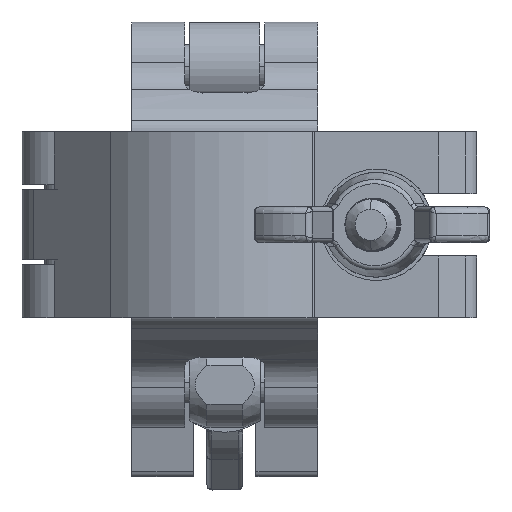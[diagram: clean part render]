
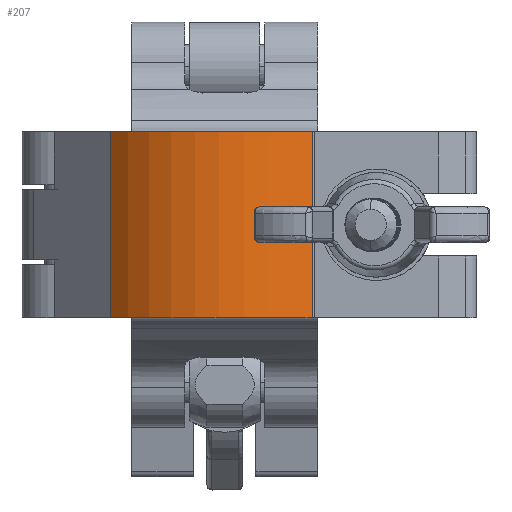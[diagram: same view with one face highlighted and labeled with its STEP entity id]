
A CAD part, front view. The second image highlights one B-rep face of the part: STEP entity #207.
In plain terms, the highlighted cylindrical face has radius 17.3 mm (diameter 34.6 mm), a partial arc.
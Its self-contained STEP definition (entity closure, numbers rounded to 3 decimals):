
#207 = ADVANCED_FACE ( 'NONE', ( #4444 ), #10079, .T. ) ;
#359 = VERTEX_POINT ( 'NONE', #19476 ) ;
#471 = AXIS2_PLACEMENT_3D ( 'NONE', #20078, #9898, #9832 ) ;
#959 = AXIS2_PLACEMENT_3D ( 'NONE', #15856, #19161, #10889 ) ;
#1518 = DIRECTION ( 'NONE',  ( -1., 0., 0. ) ) ;
#2476 = CIRCLE ( 'NONE', #959, 17.3 ) ;
#2991 = EDGE_LOOP ( 'NONE', ( #20499, #16014, #16186, #5348 ) ) ;
#4321 = DIRECTION ( 'NONE',  ( -1., 0., 0. ) ) ;
#4444 = FACE_OUTER_BOUND ( 'NONE', #2991, .T. ) ;
#4972 = CARTESIAN_POINT ( 'NONE',  ( 10.45, 12.662, -5.497 ) ) ;
#5027 = EDGE_CURVE ( 'NONE', #8977, #359, #2476, .T. ) ;
#5199 = CIRCLE ( 'NONE', #471, 17.3 ) ;
#5334 = CARTESIAN_POINT ( 'NONE',  ( -10.45, 14.295, -28.224 ) ) ;
#5348 = ORIENTED_EDGE ( 'NONE', *, *, #14835, .T. ) ;
#8977 = VERTEX_POINT ( 'NONE', #5334 ) ;
#9043 = VERTEX_POINT ( 'NONE', #13991 ) ;
#9832 = DIRECTION ( 'NONE',  ( 0., 0., -1. ) ) ;
#9898 = DIRECTION ( 'NONE',  ( 1., 0., 0. ) ) ;
#10079 = CYLINDRICAL_SURFACE ( 'NONE', #16739, 17.3 ) ;
#10226 = DIRECTION ( 'NONE',  ( 0., 0., 1. ) ) ;
#10889 = DIRECTION ( 'NONE',  ( 0., 0., -1. ) ) ;
#11443 = EDGE_CURVE ( 'NONE', #16082, #359, #17813, .T. ) ;
#12226 = EDGE_CURVE ( 'NONE', #9043, #16082, #5199, .T. ) ;
#12357 = LINE ( 'NONE', #18210, #21181 ) ;
#13266 = VECTOR ( 'NONE', #19775, 1000. ) ;
#13503 = CARTESIAN_POINT ( 'NONE',  ( 10.45, 0.493, -17.793 ) ) ;
#13991 = CARTESIAN_POINT ( 'NONE',  ( 10.45, 14.295, -28.224 ) ) ;
#14835 = EDGE_CURVE ( 'NONE', #9043, #8977, #12357, .T. ) ;
#15856 = CARTESIAN_POINT ( 'NONE',  ( -10.45, 0.493, -17.793 ) ) ;
#16014 = ORIENTED_EDGE ( 'NONE', *, *, #11443, .F. ) ;
#16082 = VERTEX_POINT ( 'NONE', #4972 ) ;
#16186 = ORIENTED_EDGE ( 'NONE', *, *, #12226, .F. ) ;
#16739 = AXIS2_PLACEMENT_3D ( 'NONE', #13503, #1518, #10226 ) ;
#17813 = LINE ( 'NONE', #21718, #13266 ) ;
#18210 = CARTESIAN_POINT ( 'NONE',  ( 10.45, 14.295, -28.224 ) ) ;
#19161 = DIRECTION ( 'NONE',  ( 1., 0., 0. ) ) ;
#19476 = CARTESIAN_POINT ( 'NONE',  ( -10.45, 12.662, -5.497 ) ) ;
#19775 = DIRECTION ( 'NONE',  ( -1., 0., 0. ) ) ;
#20078 = CARTESIAN_POINT ( 'NONE',  ( 10.45, 0.493, -17.793 ) ) ;
#20499 = ORIENTED_EDGE ( 'NONE', *, *, #5027, .T. ) ;
#21181 = VECTOR ( 'NONE', #4321, 1000. ) ;
#21718 = CARTESIAN_POINT ( 'NONE',  ( 10.45, 12.662, -5.497 ) ) ;
